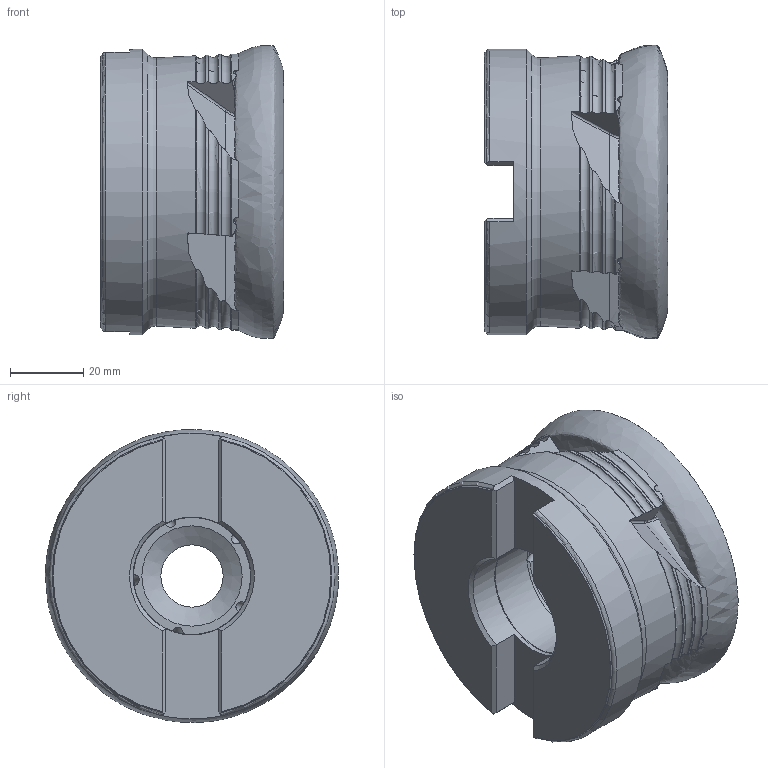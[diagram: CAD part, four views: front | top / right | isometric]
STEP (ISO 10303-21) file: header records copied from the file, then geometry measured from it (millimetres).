
FILE_DESCRIPTION (( 'STEP AP214' ), '1' );
FILE_NAME ('00PP-080-12-5.STEP', '2013-10-15T08:51:35', ( '' ), ( '' ), 'SwSTEP 2.0', 'SolidWorks 2013', '' );
FILE_SCHEMA (( 'AUTOMOTIVE_DESIGN' ));
Length unit declared in the file: millimetre
Products named in the file (1): 00PP-080-12-5
Bounding box: 50.06 x 80.04 x 80.02 mm (x, y, z)
Volume: 176801.1 mm3; surface area: 28904.4 mm2
Topology: 1 solids, 6 shells, 279 faces, 812 edges, 531 vertices
Faces by surface type: plane 94, torus 55, cone 54, cylinder 50, bspline 26
Full cylindrical faces by diameter (mm): 3 x5, 17 x1, 25 x1, 32 x1, 32.15 x1, 78 x1
Entity records: 14127 total; most frequent: CARTESIAN_POINT 7718, ORIENTED_EDGE 1548, DIRECTION 1029, EDGE_CURVE 774, VERTEX_POINT 515, AXIS2_PLACEMENT_3D 436, B_SPLINE_CURVE_WITH_KNOTS 351, EDGE_LOOP 307
